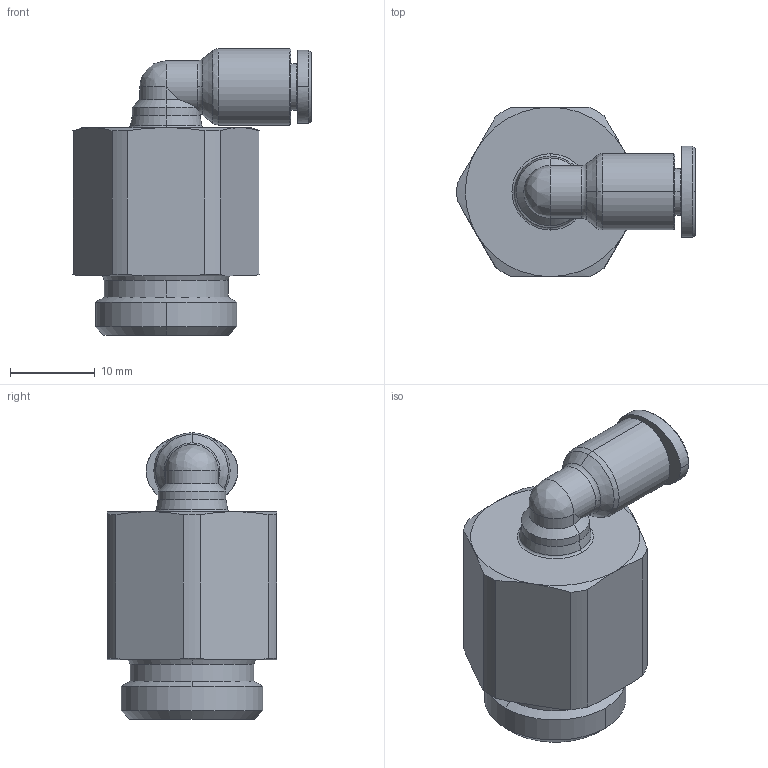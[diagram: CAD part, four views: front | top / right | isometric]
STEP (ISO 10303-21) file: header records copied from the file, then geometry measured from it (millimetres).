
FILE_DESCRIPTION (( 'STEP AP214' ), '1' );
FILE_NAME ('PLL04-G03.stp', '2015-09-11T13:30:42', ( '' ), ( '' ), 'SwSTEP 2.0', 'SolidWorks 2015', '' );
FILE_SCHEMA (( 'AUTOMOTIVE_DESIGN' ));
Length unit declared in the file: millimetre
Products named in the file (2): ｦ+ﾃｦ1; PLL04-G03
Assembly tree (1 placements, depth 2):
  PLL04-G03
    ｦ+ﾃｦ1
Bounding box: 28.09 x 20 x 33.8 mm (x, y, z)
Volume: 6230.6 mm3; surface area: 3800.5 mm2
Topology: 1 solids, 1 shells, 446 faces, 1244 edges, 818 vertices
Faces by surface type: plane 340, cone 37, bspline 33, cylinder 32, torus 4
Entity records: 15760 total; most frequent: CARTESIAN_POINT 3746, ORIENTED_EDGE 2482, DIRECTION 2088, EDGE_CURVE 1241, VECTOR 1018, LINE 1018, VERTEX_POINT 818, AXIS2_PLACEMENT_3D 535
